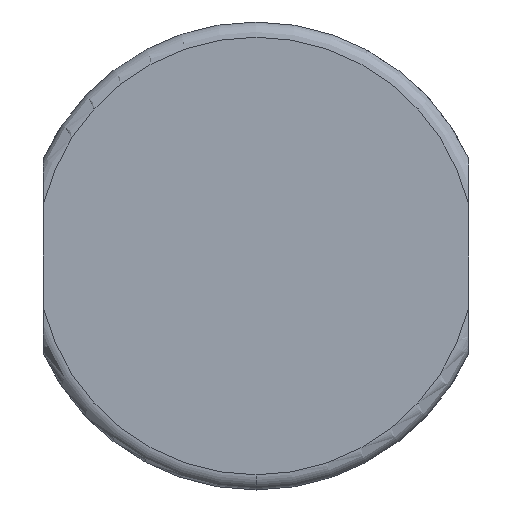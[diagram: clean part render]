
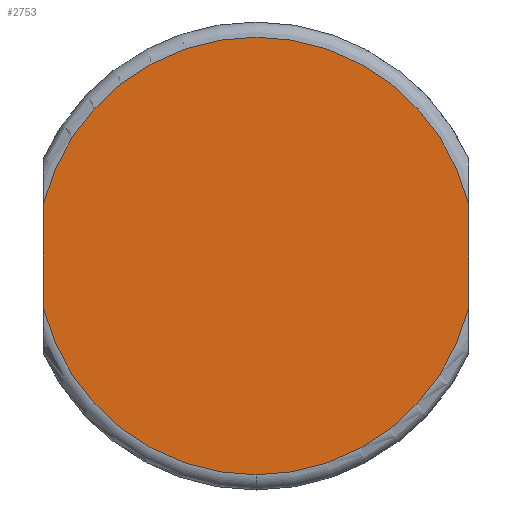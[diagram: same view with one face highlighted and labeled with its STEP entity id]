
A CAD part, front view. The second image highlights one B-rep face of the part: STEP entity #2753.
In plain terms, the highlighted planar face has unit normal (0, -1, 0).
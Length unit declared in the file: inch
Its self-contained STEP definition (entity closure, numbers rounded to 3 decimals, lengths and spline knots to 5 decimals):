
#95 = ORIENTED_EDGE ( 'NONE', *, *, #2117, .T. ) ;
#139 = EDGE_LOOP ( 'NONE', ( #2546, #95, #1130, #373, #1834 ) ) ;
#257 = DIRECTION ( 'NONE',  ( 0., 0., 1. ) ) ;
#283 = AXIS2_PLACEMENT_3D ( 'NONE', #1227, #2717, #1425 ) ;
#299 = EDGE_CURVE ( 'NONE', #1985, #2598, #766, .T. ) ;
#324 = DIRECTION ( 'NONE',  ( 0., 1., 0. ) ) ;
#373 = ORIENTED_EDGE ( 'NONE', *, *, #2065, .T. ) ;
#433 = CARTESIAN_POINT ( 'NONE',  ( 1.75, 0., -1.6 ) ) ;
#523 = VERTEX_POINT ( 'NONE', #1957 ) ;
#561 = CARTESIAN_POINT ( 'NONE',  ( 0., 0., 0. ) ) ;
#737 = PLANE ( 'NONE',  #1893 ) ;
#766 = CIRCLE ( 'NONE', #2649, 1.8 ) ;
#767 = EDGE_CURVE ( 'NONE', #1985, #1846, #2035, .T. ) ;
#773 = DIRECTION ( 'NONE',  ( 0., 0., -1. ) ) ;
#799 = CARTESIAN_POINT ( 'NONE',  ( 0., 0., 0. ) ) ;
#943 = CARTESIAN_POINT ( 'NONE',  ( -1.75, 0., -0.42131 ) ) ;
#1020 = DIRECTION ( 'NONE',  ( 0., 0., -1. ) ) ;
#1116 = CARTESIAN_POINT ( 'NONE',  ( 1.75, 0., -0.42131 ) ) ;
#1130 = ORIENTED_EDGE ( 'NONE', *, *, #1341, .T. ) ;
#1227 = CARTESIAN_POINT ( 'NONE',  ( 0., 0., 0. ) ) ;
#1314 = CARTESIAN_POINT ( 'NONE',  ( -1.75, 0., 0.42131 ) ) ;
#1339 = CARTESIAN_POINT ( 'NONE',  ( 0., 0., -1.8 ) ) ;
#1341 = EDGE_CURVE ( 'NONE', #1375, #523, #2127, .T. ) ;
#1375 = VERTEX_POINT ( 'NONE', #1116 ) ;
#1404 = CIRCLE ( 'NONE', #283, 1.8 ) ;
#1425 = DIRECTION ( 'NONE',  ( 0., 0., -1. ) ) ;
#1459 = VECTOR ( 'NONE', #257, 39.37008 ) ;
#1547 = VECTOR ( 'NONE', #1733, 39.37008 ) ;
#1733 = DIRECTION ( 'NONE',  ( 0., 0., 1. ) ) ;
#1811 = DIRECTION ( 'NONE',  ( 0., 0., 1. ) ) ;
#1834 = ORIENTED_EDGE ( 'NONE', *, *, #767, .F. ) ;
#1846 = VERTEX_POINT ( 'NONE', #1314 ) ;
#1893 = AXIS2_PLACEMENT_3D ( 'NONE', #2670, #324, #1811 ) ;
#1957 = CARTESIAN_POINT ( 'NONE',  ( 1.75, 0., 0.42131 ) ) ;
#1985 = VERTEX_POINT ( 'NONE', #943 ) ;
#2035 = LINE ( 'NONE', #2602, #1459 ) ;
#2060 = DIRECTION ( 'NONE',  ( 0., -1., 0. ) ) ;
#2065 = EDGE_CURVE ( 'NONE', #523, #1846, #2197, .T. ) ;
#2117 = EDGE_CURVE ( 'NONE', #2598, #1375, #1404, .T. ) ;
#2127 = LINE ( 'NONE', #433, #1547 ) ;
#2197 = CIRCLE ( 'NONE', #2347, 1.8 ) ;
#2301 = DIRECTION ( 'NONE',  ( 0., -1., 0. ) ) ;
#2347 = AXIS2_PLACEMENT_3D ( 'NONE', #561, #2060, #773 ) ;
#2484 = FACE_OUTER_BOUND ( 'NONE', #139, .T. ) ;
#2546 = ORIENTED_EDGE ( 'NONE', *, *, #299, .T. ) ;
#2598 = VERTEX_POINT ( 'NONE', #1339 ) ;
#2602 = CARTESIAN_POINT ( 'NONE',  ( -1.75, 0., -1.6 ) ) ;
#2649 = AXIS2_PLACEMENT_3D ( 'NONE', #799, #2301, #1020 ) ;
#2670 = CARTESIAN_POINT ( 'NONE',  ( 0., 0., 0. ) ) ;
#2717 = DIRECTION ( 'NONE',  ( 0., -1., 0. ) ) ;
#2753 = ADVANCED_FACE ( 'NONE', ( #2484 ), #737, .F. ) ;
